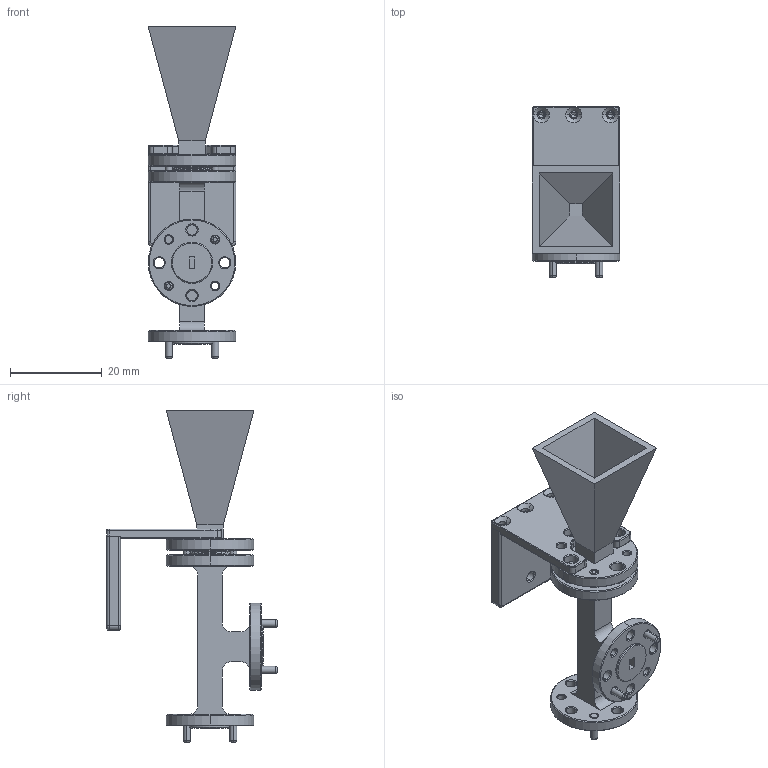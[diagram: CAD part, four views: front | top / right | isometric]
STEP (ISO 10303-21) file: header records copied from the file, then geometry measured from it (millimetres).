
FILE_DESCRIPTION (( 'STEP AP214' ), '1' );
FILE_NAME ('FMWAN1174_3D.step', '2023-05-03T16:51:35', ( '' ), ( '' ), 'SwSTEP 2.0', 'SolidWorks 2022', '' );
FILE_SCHEMA (( 'AUTOMOTIVE_DESIGN' ));
Length unit declared in the file: inch
Products named in the file (6): 1174 ____ ______^FMWAN1174; 1174 ____-1^1174 ____ _______FMWAN1174; 1174 OMT^FMWAN1174; FMWAN1174_3D; 1174 ____-2^1174 ____ _______FMWAN1174; 1174 ____^FMWAN1174
Assembly tree (5 placements, depth 3):
  FMWAN1174_3D
    1174 ____ ______^FMWAN1174
      1174 ____-1^1174 ____ _______FMWAN1174
      1174 ____-2^1174 ____ _______FMWAN1174
    1174 OMT^FMWAN1174
    1174 ____^FMWAN1174
Bounding box: 19.1 x 37.13 x 72.32 mm (x, y, z)
Volume: 7454.2 mm3; surface area: 8616.8 mm2
Topology: 10 solids, 10 shells, 483 faces, 1108 edges, 651 vertices
Faces by surface type: cone 190, cylinder 163, plane 88, torus 42
Entity records: 14098 total; most frequent: DIRECTION 2662, CARTESIAN_POINT 2336, ORIENTED_EDGE 2204, EDGE_CURVE 1102, AXIS2_PLACEMENT_3D 1075, VERTEX_POINT 651, CIRCLE 583, EDGE_LOOP 581
